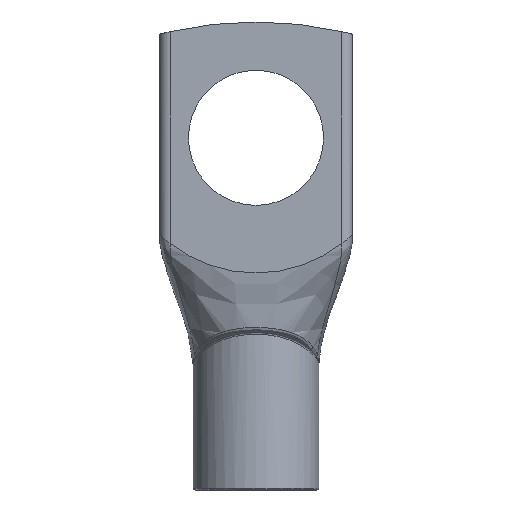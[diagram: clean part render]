
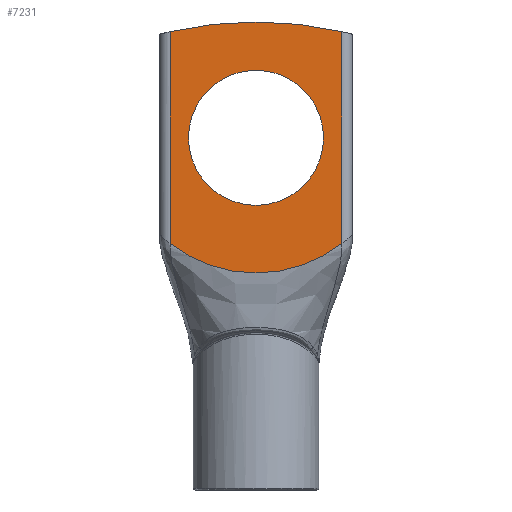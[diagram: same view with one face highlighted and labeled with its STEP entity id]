
A CAD part, front view. The second image highlights one B-rep face of the part: STEP entity #7231.
In plain terms, the highlighted planar face has unit normal (0, -1, 0).
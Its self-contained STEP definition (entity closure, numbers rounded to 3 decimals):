
#5883=CARTESIAN_POINT('',(-8.9,-8.0,13.041));
#5884=VERTEX_POINT('',#5883);
#6125=CARTESIAN_POINT('',(8.9,-8.0,13.041));
#6126=VERTEX_POINT('',#6125);
#6141=CARTESIAN_POINT('',(0.,-8.0,24.488));
#6142=DIRECTION('',(0.0,1.0,0.0));
#6143=DIRECTION('',(0.69,0.0,-0.724));
#6144=AXIS2_PLACEMENT_3D('',#6141,#6142,#6143);
#6145=CIRCLE('',#6144,14.5);
#6146=EDGE_CURVE('',#6126,#5884,#6145,.T.);
#6906=CARTESIAN_POINT('',(7.,-8.,23.988));
#6907=VERTEX_POINT('',#6906);
#6908=CARTESIAN_POINT('',(0.,-8.,23.988));
#6909=DIRECTION('',(0.0,1.0,0.0));
#6910=DIRECTION('',(-1.0,0.0,0.0));
#6911=AXIS2_PLACEMENT_3D('',#6908,#6909,#6910);
#6912=CIRCLE('',#6911,7.);
#6913=EDGE_CURVE('',#6907,#6907,#6912,.T.);
#7109=CARTESIAN_POINT('',(-8.9,-8.0,34.985));
#7110=VERTEX_POINT('',#7109);
#7126=CARTESIAN_POINT('',(8.9,-8.0,34.985));
#7127=VERTEX_POINT('',#7126);
#7128=CARTESIAN_POINT('',(0.,-8.0,-4.012));
#7129=DIRECTION('',(0.0,1.0,0.0));
#7130=DIRECTION('',(-0.25,0.0,0.968));
#7131=AXIS2_PLACEMENT_3D('',#7128,#7129,#7130);
#7132=CIRCLE('',#7131,40.0);
#7133=EDGE_CURVE('',#7110,#7127,#7132,.T.);
#7188=CARTESIAN_POINT('',(-8.9,-8.,13.041));
#7189=DIRECTION('',(0.0,0.0,1.0));
#7190=VECTOR('',#7189,21.945);
#7191=LINE('',#7188,#7190);
#7192=EDGE_CURVE('',#5884,#7110,#7191,.T.);
#7212=CARTESIAN_POINT('',(0.,-8.,23.681));
#7213=DIRECTION('',(0.0,1.0,0.0));
#7214=DIRECTION('',(0.0,0.0,1.0));
#7215=AXIS2_PLACEMENT_3D('',#7212,#7213,#7214);
#7216=PLANE('',#7215);
#7217=ORIENTED_EDGE('',*,*,#7192,.F.);
#7218=ORIENTED_EDGE('',*,*,#6146,.F.);
#7219=CARTESIAN_POINT('',(8.9,-8.,34.985));
#7220=DIRECTION('',(0.0,0.0,-1.0));
#7221=VECTOR('',#7220,21.945);
#7222=LINE('',#7219,#7221);
#7223=EDGE_CURVE('',#7127,#6126,#7222,.T.);
#7224=ORIENTED_EDGE('',*,*,#7223,.F.);
#7225=ORIENTED_EDGE('',*,*,#7133,.F.);
#7226=EDGE_LOOP('',(#7217,#7218,#7224,#7225));
#7227=FACE_OUTER_BOUND('',#7226,.T.);
#7228=ORIENTED_EDGE('',*,*,#6913,.T.);
#7229=EDGE_LOOP('',(#7228));
#7230=FACE_BOUND('',#7229,.T.);
#7231=ADVANCED_FACE('',(#7227,#7230),#7216,.F.);
